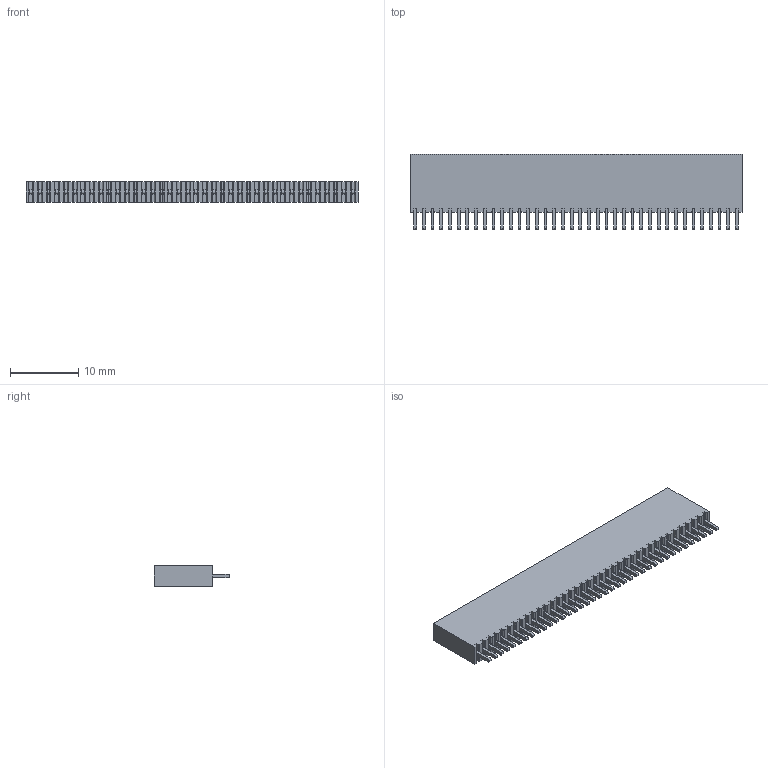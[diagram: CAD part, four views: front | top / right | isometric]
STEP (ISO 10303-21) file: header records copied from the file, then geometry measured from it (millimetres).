
FILE_DESCRIPTION( ( 'STEP AP214' ), '1' );
FILE_NAME( 'SMS-138-01-S-S.stp', '2020-10-04T21:41:36', ( 'License CC BY-ND 4.0' ), ( 'CADENAS' ), ' ', 'PARTsolutions', ' ' );
FILE_SCHEMA( ( 'AUTOMOTIVE_DESIGN { 1 0 10303 214 1 1 1 1 }' ) );
Length unit declared in the file: inch
Products named in the file (3): SMS-138-01-S-S; _SMS-138-01-S_socket; _C-16-01-38-S
Assembly tree (2 placements, depth 2):
  SMS-138-01-S-S
    _SMS-138-01-S_socket
    _C-16-01-38-S
Bounding box: 48.49 x 11.05 x 3.05 mm (x, y, z)
Volume: 1210.3 mm3; surface area: 3167.5 mm2
Topology: 2 solids, 2 shells, 1228 faces, 3520 edges, 2296 vertices
Faces by surface type: plane 1114, cylinder 114
Entity records: 49478 total; most frequent: CARTESIAN_POINT 7047, ORIENTED_EDGE 7040, DIRECTION 6362, EDGE_CURVE 3520, LINE 3140, VECTOR 3140, VERTEX_POINT 2296, AXIS2_PLACEMENT_3D 1611
